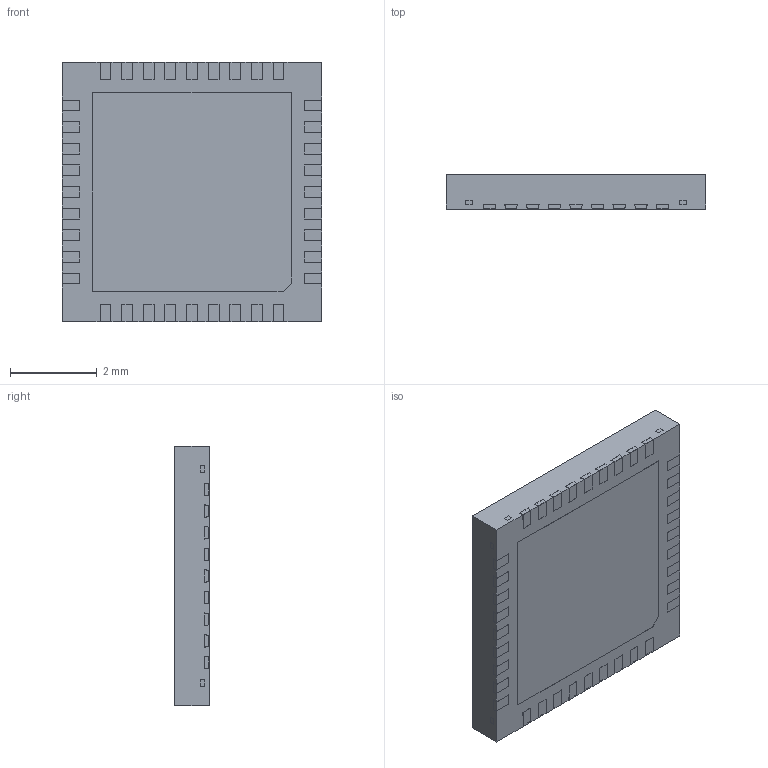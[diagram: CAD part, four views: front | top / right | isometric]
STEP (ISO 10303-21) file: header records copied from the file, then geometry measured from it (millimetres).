
FILE_DESCRIPTION((''),'2;1');
FILE_NAME('SQA36A_ASM','2012-02-10T',('CKXSSC'),(''),'PRO/ENGINEER BY PARAMETRIC TECHNOLOGY CORPORATION, 2011220','PRO/ENGINEER BY PARAMETRIC TECHNOLOGY CORPORATION, 2011220','');
FILE_SCHEMA(('AUTOMOTIVE_DESIGN_CC2 { 1 2 10303 214 -1 1 5 2 }'));
Length unit declared in the file: millimetre
Products named in the file (3): BODY_SQA36A; FRAME_SQA36A; SQA36A_ASM
Assembly tree (2 placements, depth 2):
  SQA36A_ASM
    BODY_SQA36A
    FRAME_SQA36A
Bounding box: 6 x 0.8 x 6 mm (x, y, z)
Volume: 28.8 mm3; surface area: 145.3 mm2
Topology: 46 solids, 46 shells, 611 faces, 1530 edges, 1020 vertices
Faces by surface type: plane 529, cylinder 82
Entity records: 23197 total; most frequent: CARTESIAN_POINT 3638, ORIENTED_EDGE 3060, DIRECTION 2608, PRESENTATION_STYLE_ASSIGNMENT 1613, STYLED_ITEM 1576, CURVE_STYLE 1530, EDGE_CURVE 1530, VECTOR 1376
